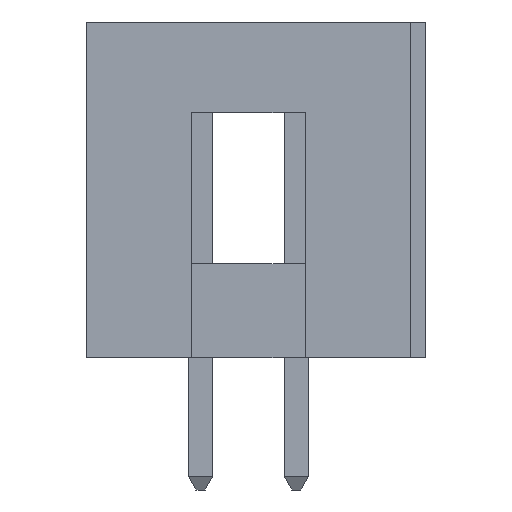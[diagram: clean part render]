
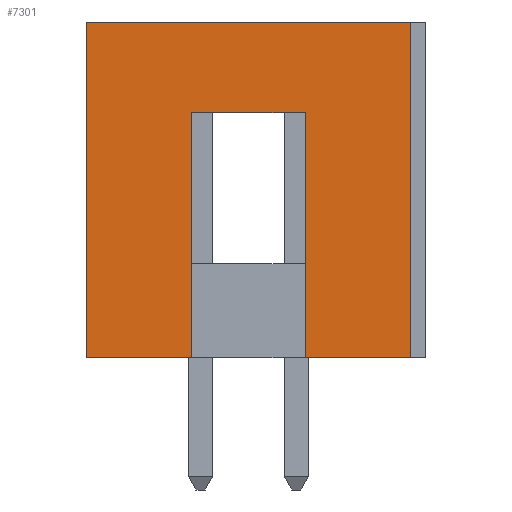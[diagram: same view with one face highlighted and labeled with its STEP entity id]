
A CAD part, left-side view. The second image highlights one B-rep face of the part: STEP entity #7301.
In plain terms, the highlighted planar face has unit normal (-1, 0, 0).
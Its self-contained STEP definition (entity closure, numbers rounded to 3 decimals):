
#160 = FACE_OUTER_BOUND ( 'NONE', #7827, .T. ) ;
#223 = VERTEX_POINT ( 'NONE', #5620 ) ;
#765 = PLANE ( 'NONE',  #2007 ) ;
#895 = EDGE_CURVE ( 'NONE', #5451, #8783, #3924, .T. ) ;
#952 = ORIENTED_EDGE ( 'NONE', *, *, #9402, .T. ) ;
#1008 = ORIENTED_EDGE ( 'NONE', *, *, #6850, .F. ) ;
#1211 = CARTESIAN_POINT ( 'NONE',  ( 0., 8.6, 0. ) ) ;
#1414 = VERTEX_POINT ( 'NONE', #5784 ) ;
#1548 = VERTEX_POINT ( 'NONE', #1211 ) ;
#1877 = LINE ( 'NONE', #7554, #3701 ) ;
#2007 = AXIS2_PLACEMENT_3D ( 'NONE', #7775, #3079, #8573 ) ;
#2011 = CARTESIAN_POINT ( 'NONE',  ( 0., 0., 8.9 ) ) ;
#2110 = DIRECTION ( 'NONE',  ( 0., 1., 0. ) ) ;
#2254 = ORIENTED_EDGE ( 'NONE', *, *, #10130, .T. ) ;
#2347 = VECTOR ( 'NONE', #9837, 1000. ) ;
#2426 = CARTESIAN_POINT ( 'NONE',  ( 0., 8.6, 8.9 ) ) ;
#2661 = VECTOR ( 'NONE', #4988, 1000. ) ;
#2829 = CARTESIAN_POINT ( 'NONE',  ( 0., 0., 8.9 ) ) ;
#3079 = DIRECTION ( 'NONE',  ( -1., 0., 0. ) ) ;
#3334 = EDGE_CURVE ( 'NONE', #5451, #1414, #1877, .T. ) ;
#3508 = CARTESIAN_POINT ( 'NONE',  ( 0., 2.8, 0. ) ) ;
#3701 = VECTOR ( 'NONE', #2110, 1000. ) ;
#3761 = EDGE_CURVE ( 'NONE', #8293, #1548, #4440, .T. ) ;
#3924 = LINE ( 'NONE', #8597, #9427 ) ;
#3933 = LINE ( 'NONE', #8833, #7829 ) ;
#4045 = ORIENTED_EDGE ( 'NONE', *, *, #4873, .F. ) ;
#4071 = LINE ( 'NONE', #8057, #5902 ) ;
#4193 = CARTESIAN_POINT ( 'NONE',  ( 0., 5.8, 6.5 ) ) ;
#4347 = ORIENTED_EDGE ( 'NONE', *, *, #3334, .F. ) ;
#4400 = DIRECTION ( 'NONE',  ( 0., 1., 0. ) ) ;
#4440 = LINE ( 'NONE', #6672, #2347 ) ;
#4786 = VERTEX_POINT ( 'NONE', #5545 ) ;
#4873 = EDGE_CURVE ( 'NONE', #4786, #8783, #4071, .T. ) ;
#4960 = DIRECTION ( 'NONE',  ( 0., 0., -1. ) ) ;
#4988 = DIRECTION ( 'NONE',  ( 0., 0., -1. ) ) ;
#4994 = LINE ( 'NONE', #4193, #2661 ) ;
#5009 = ORIENTED_EDGE ( 'NONE', *, *, #3761, .F. ) ;
#5451 = VERTEX_POINT ( 'NONE', #9449 ) ;
#5545 = CARTESIAN_POINT ( 'NONE',  ( 0., 0., 0. ) ) ;
#5620 = CARTESIAN_POINT ( 'NONE',  ( 0., 8.6, 8.9 ) ) ;
#5662 = ORIENTED_EDGE ( 'NONE', *, *, #895, .T. ) ;
#5784 = CARTESIAN_POINT ( 'NONE',  ( 0., 5.8, 6.5 ) ) ;
#5902 = VECTOR ( 'NONE', #8854, 1000. ) ;
#6672 = CARTESIAN_POINT ( 'NONE',  ( 0., 0., 0. ) ) ;
#6850 = EDGE_CURVE ( 'NONE', #9343, #4786, #3933, .T. ) ;
#7003 = VECTOR ( 'NONE', #4400, 1000. ) ;
#7029 = VECTOR ( 'NONE', #8687, 1000. ) ;
#7301 = ADVANCED_FACE ( 'NONE', ( #160 ), #765, .T. ) ;
#7546 = ORIENTED_EDGE ( 'NONE', *, *, #7753, .F. ) ;
#7554 = CARTESIAN_POINT ( 'NONE',  ( 0., 2.8, 6.5 ) ) ;
#7753 = EDGE_CURVE ( 'NONE', #1414, #8293, #4994, .T. ) ;
#7775 = CARTESIAN_POINT ( 'NONE',  ( 0., 0., 8.9 ) ) ;
#7827 = EDGE_LOOP ( 'NONE', ( #5662, #4045, #1008, #952, #2254, #5009, #7546, #4347 ) ) ;
#7828 = DIRECTION ( 'NONE',  ( 0., 0., -1. ) ) ;
#7829 = VECTOR ( 'NONE', #4960, 1000. ) ;
#8057 = CARTESIAN_POINT ( 'NONE',  ( 0., 0., 0. ) ) ;
#8293 = VERTEX_POINT ( 'NONE', #9858 ) ;
#8573 = DIRECTION ( 'NONE',  ( 0., 0., 1. ) ) ;
#8597 = CARTESIAN_POINT ( 'NONE',  ( 0., 2.8, 6.5 ) ) ;
#8687 = DIRECTION ( 'NONE',  ( 0., 0., -1. ) ) ;
#8783 = VERTEX_POINT ( 'NONE', #3508 ) ;
#8833 = CARTESIAN_POINT ( 'NONE',  ( 0., 0., 8.9 ) ) ;
#8854 = DIRECTION ( 'NONE',  ( 0., 1., 0. ) ) ;
#8893 = LINE ( 'NONE', #2426, #7029 ) ;
#9116 = LINE ( 'NONE', #2829, #7003 ) ;
#9343 = VERTEX_POINT ( 'NONE', #2011 ) ;
#9402 = EDGE_CURVE ( 'NONE', #9343, #223, #9116, .T. ) ;
#9427 = VECTOR ( 'NONE', #7828, 1000. ) ;
#9449 = CARTESIAN_POINT ( 'NONE',  ( 0., 2.8, 6.5 ) ) ;
#9837 = DIRECTION ( 'NONE',  ( 0., 1., 0. ) ) ;
#9858 = CARTESIAN_POINT ( 'NONE',  ( 0., 5.8, 0. ) ) ;
#10130 = EDGE_CURVE ( 'NONE', #223, #1548, #8893, .T. ) ;
